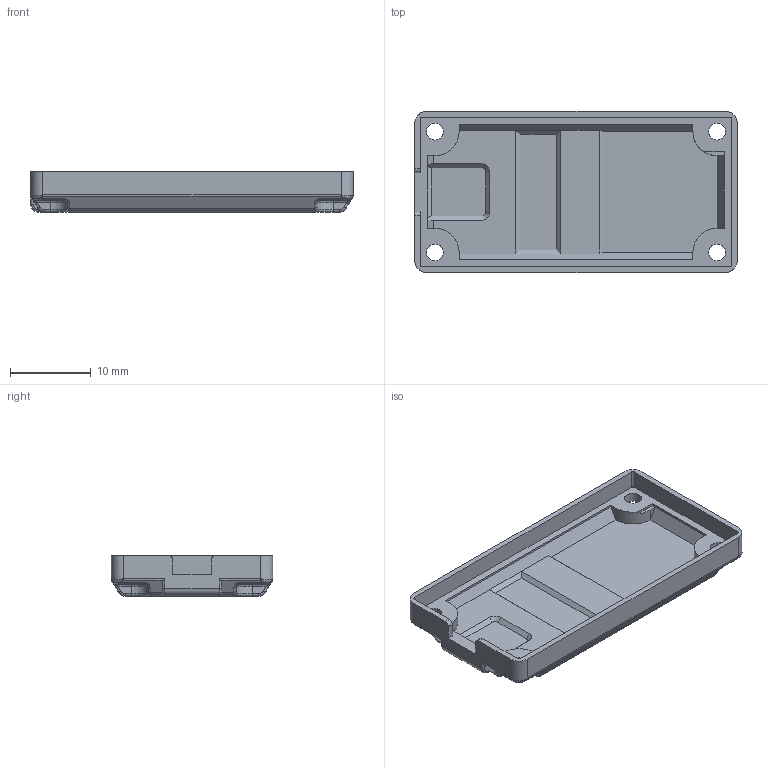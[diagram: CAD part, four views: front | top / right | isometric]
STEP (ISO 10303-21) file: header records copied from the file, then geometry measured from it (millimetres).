
FILE_DESCRIPTION(/* description */ (''),/* implementation_level */ '2;1');
FILE_NAME(/* name */ 'Bottom Plate.ipt.step',/* time_stamp */ '2020-04-16T23:16:16-04:00',/* author */ ('Jordan'),/* organization */ (''),/* preprocessor_version */ 'ST-DEVELOPER v17',/* originating_system */ 'Autodesk Inventor 2019',/* authorisation */ '');
FILE_SCHEMA (('AUTOMOTIVE_DESIGN { 1 0 10303 214 3 1 1 }'));
Length unit declared in the file: inch
Products named in the file (1): Bottom Plate
Bounding box: 40 x 20 x 5 mm (x, y, z)
Volume: 1162.8 mm3; surface area: 2466.5 mm2
Topology: 1 solids, 1 shells, 201 faces, 502 edges, 304 vertices
Faces by surface type: cylinder 74, plane 67, bspline 32, torus 26, cone 2
Full cylindrical faces by diameter (mm): 2.1 x4
Entity records: 7833 total; most frequent: CARTESIAN_POINT 3096, ORIENTED_EDGE 1004, DIRECTION 975, EDGE_CURVE 502, AXIS2_PLACEMENT_3D 360, VERTEX_POINT 304, LINE 255, VECTOR 255
